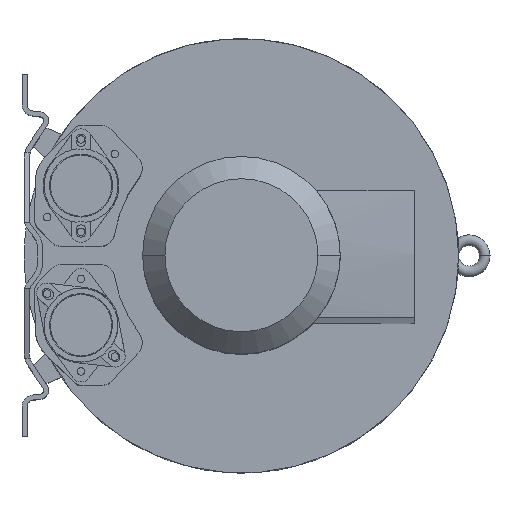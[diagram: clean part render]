
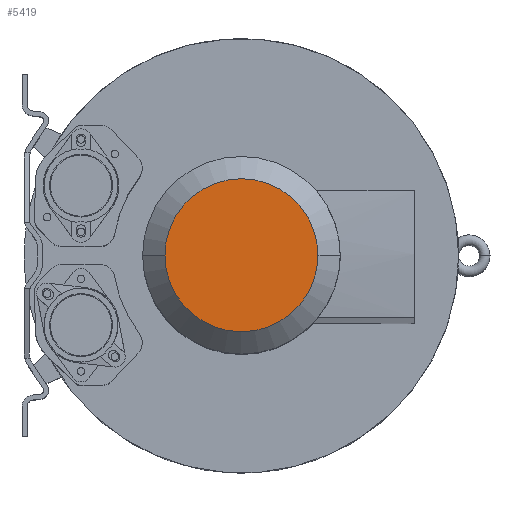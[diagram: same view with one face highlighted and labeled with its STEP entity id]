
A CAD part, top view. The second image highlights one B-rep face of the part: STEP entity #5419.
In plain terms, the highlighted planar face has unit normal (0, 0, 1).
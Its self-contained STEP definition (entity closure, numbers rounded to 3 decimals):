
#31 = CIRCLE ( 'NONE', #2818, 68.7 ) ;
#163 = CARTESIAN_POINT ( 'NONE',  ( 68.7, 0., 358.7 ) ) ;
#1478 = FACE_OUTER_BOUND ( 'NONE', #7143, .T. ) ;
#2418 = DIRECTION ( 'NONE',  ( 0., 0., 1. ) ) ;
#2661 = CIRCLE ( 'NONE', #2808, 68.7 ) ;
#2690 = VERTEX_POINT ( 'NONE', #163 ) ;
#2808 = AXIS2_PLACEMENT_3D ( 'NONE', #7283, #7550, #3925 ) ;
#2818 = AXIS2_PLACEMENT_3D ( 'NONE', #9067, #2418, #5971 ) ;
#3925 = DIRECTION ( 'NONE',  ( 1., 0., 0. ) ) ;
#5419 = ADVANCED_FACE ( 'NONE', ( #1478 ), #8927, .T. ) ;
#5499 = EDGE_CURVE ( 'NONE', #8894, #2690, #2661, .T. ) ;
#5778 = DIRECTION ( 'NONE',  ( 0., 0., 1. ) ) ;
#5949 = EDGE_CURVE ( 'NONE', #2690, #8894, #31, .T. ) ;
#5971 = DIRECTION ( 'NONE',  ( 1., 0., 0. ) ) ;
#7143 = EDGE_LOOP ( 'NONE', ( #8109, #8579 ) ) ;
#7283 = CARTESIAN_POINT ( 'NONE',  ( 0., 0., 358.7 ) ) ;
#7366 = CARTESIAN_POINT ( 'NONE',  ( 0., 0., 358.7 ) ) ;
#7550 = DIRECTION ( 'NONE',  ( 0., 0., 1. ) ) ;
#7827 = AXIS2_PLACEMENT_3D ( 'NONE', #7366, #5778, #8191 ) ;
#8109 = ORIENTED_EDGE ( 'NONE', *, *, #5499, .T. ) ;
#8191 = DIRECTION ( 'NONE',  ( 1., 0., 0. ) ) ;
#8274 = CARTESIAN_POINT ( 'NONE',  ( -68.7, 0., 358.7 ) ) ;
#8579 = ORIENTED_EDGE ( 'NONE', *, *, #5949, .T. ) ;
#8894 = VERTEX_POINT ( 'NONE', #8274 ) ;
#8927 = PLANE ( 'NONE',  #7827 ) ;
#9067 = CARTESIAN_POINT ( 'NONE',  ( 0., 0., 358.7 ) ) ;
